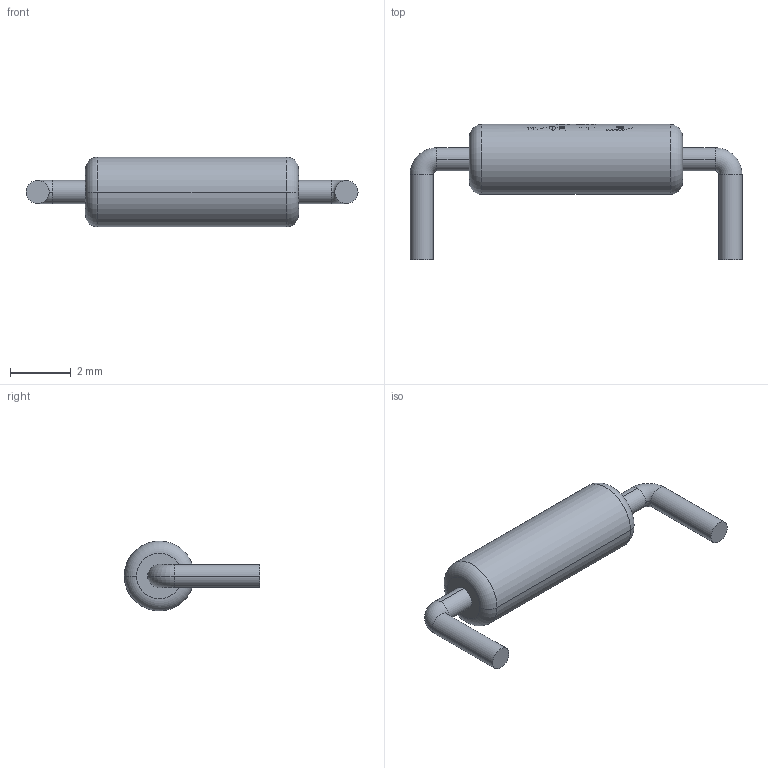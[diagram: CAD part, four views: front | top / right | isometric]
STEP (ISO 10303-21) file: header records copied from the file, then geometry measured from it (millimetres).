
FILE_DESCRIPTION (( 'STEP AP214' ), '1' );
FILE_NAME ('RAµç×è4.1W2.2K.STEP', '2012-06-03T08:54:58', ( '' ), ( '' ), 'SwSTEP 2.0', 'SolidWorks 2012', '' );
FILE_SCHEMA (( 'AUTOMOTIVE_DESIGN' ));
Length unit declared in the file: millimetre
Products named in the file (1): RA萇郯4.1W2.2K
Bounding box: 10.92 x 4.45 x 2.3 mm (x, y, z)
Volume: 32.9 mm3; surface area: 78.7 mm2
Topology: 1 solids, 1 shells, 48 faces, 231 edges, 207 vertices
Faces by surface type: cylinder 36, torus 8, plane 4
Entity records: 3154 total; most frequent: CARTESIAN_POINT 1110, ORIENTED_EDGE 462, DIRECTION 331, EDGE_CURVE 231, VERTEX_POINT 207, AXIS2_PLACEMENT_3D 127, CIRCLE 78, LINE 77
